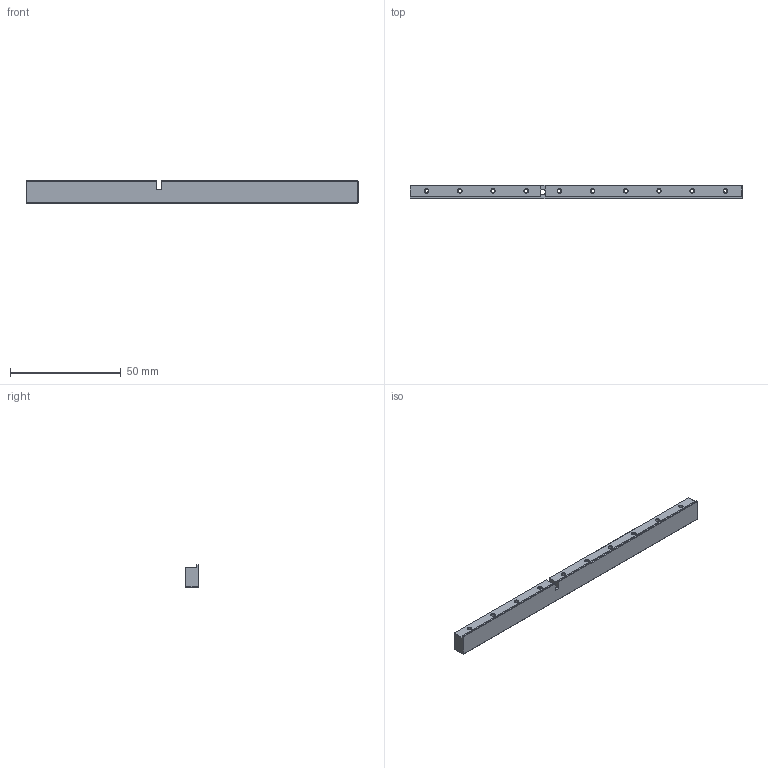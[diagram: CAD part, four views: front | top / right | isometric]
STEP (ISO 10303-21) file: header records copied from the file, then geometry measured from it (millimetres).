
FILE_DESCRIPTION (( 'STEP AP214' ), '1' );
FILE_NAME ('Z-Axis_LinearGuide_Spacer.STEP', '2023-11-05T07:59:24', ( '' ), ( '' ), 'SwSTEP 2.0', 'SolidWorks 2023', '' );
FILE_SCHEMA (( 'AUTOMOTIVE_DESIGN' ));
Length unit declared in the file: millimetre
Products named in the file (1): Z-Axis_LinearGuide_Spacer
Bounding box: 150 x 6 x 10 mm (x, y, z)
Volume: 5968.7 mm3; surface area: 6691.5 mm2
Topology: 1 solids, 1 shells, 178 faces, 434 edges, 257 vertices
Faces by surface type: plane 69, cylinder 66, cone 43
Entity records: 5596 total; most frequent: CARTESIAN_POINT 933, DIRECTION 917, ORIENTED_EDGE 836, EDGE_CURVE 418, AXIS2_PLACEMENT_3D 331, VERTEX_POINT 257, VECTOR 255, LINE 255
